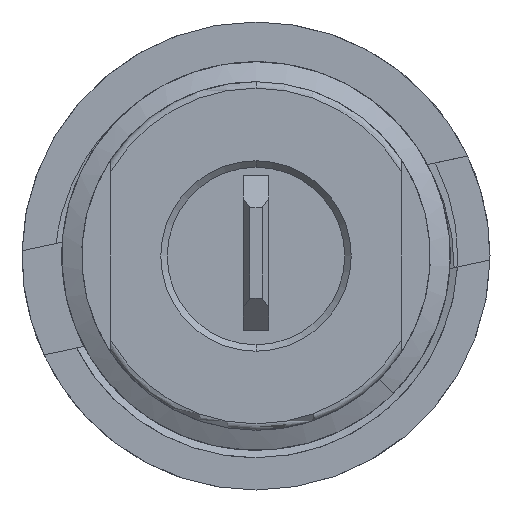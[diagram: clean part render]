
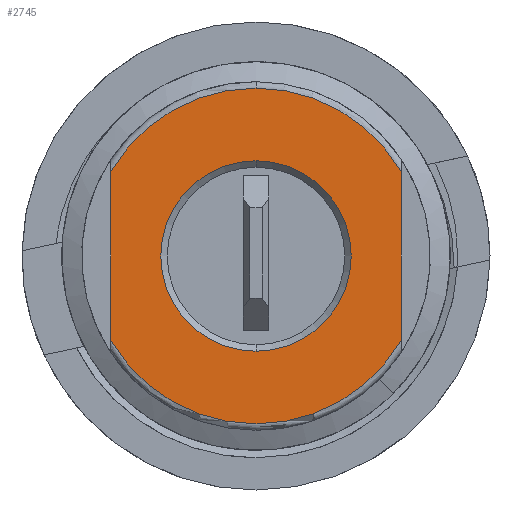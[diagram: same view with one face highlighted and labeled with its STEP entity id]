
A CAD part, front view. The second image highlights one B-rep face of the part: STEP entity #2745.
In plain terms, the highlighted planar face has unit normal (0, -1, 0).
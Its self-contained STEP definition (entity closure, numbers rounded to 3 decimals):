
#52 = CARTESIAN_POINT ( 'NONE',  ( 0., 0., -2.95 ) ) ;
#64 = CARTESIAN_POINT ( 'NONE',  ( 0., 0., 0. ) ) ;
#162 = CARTESIAN_POINT ( 'NONE',  ( 0., 0., 0. ) ) ;
#302 = LINE ( 'NONE', #9428, #9487 ) ;
#432 = CARTESIAN_POINT ( 'NONE',  ( 4.5, 0., -2.606 ) ) ;
#486 = CIRCLE ( 'NONE', #3201, 5.2 ) ;
#612 = CIRCLE ( 'NONE', #6249, 5.2 ) ;
#1085 = EDGE_CURVE ( 'NONE', #3112, #2438, #612, .T. ) ;
#1340 = DIRECTION ( 'NONE',  ( 0., 0., 1. ) ) ;
#1411 = CARTESIAN_POINT ( 'NONE',  ( 0., 0., 5.2 ) ) ;
#1439 = EDGE_CURVE ( 'NONE', #5576, #9161, #302, .T. ) ;
#1593 = CARTESIAN_POINT ( 'NONE',  ( -4.5, 0., 2.606 ) ) ;
#1870 = ORIENTED_EDGE ( 'NONE', *, *, #3776, .F. ) ;
#2330 = DIRECTION ( 'NONE',  ( 0., 0., 1. ) ) ;
#2409 = CARTESIAN_POINT ( 'NONE',  ( 0., 0., 0. ) ) ;
#2422 = AXIS2_PLACEMENT_3D ( 'NONE', #162, #2672, #7931 ) ;
#2438 = VERTEX_POINT ( 'NONE', #1411 ) ;
#2573 = DIRECTION ( 'NONE',  ( 0., 0., 1. ) ) ;
#2609 = VERTEX_POINT ( 'NONE', #52 ) ;
#2672 = DIRECTION ( 'NONE',  ( 0., -1., 0. ) ) ;
#2745 = ADVANCED_FACE ( 'NONE', ( #6832, #6978 ), #9246, .F. ) ;
#3011 = ORIENTED_EDGE ( 'NONE', *, *, #4344, .T. ) ;
#3077 = AXIS2_PLACEMENT_3D ( 'NONE', #7400, #9728, #1340 ) ;
#3112 = VERTEX_POINT ( 'NONE', #3494 ) ;
#3201 = AXIS2_PLACEMENT_3D ( 'NONE', #6884, #9963, #2330 ) ;
#3330 = CARTESIAN_POINT ( 'NONE',  ( 0., 0., 2.95 ) ) ;
#3431 = ORIENTED_EDGE ( 'NONE', *, *, #6328, .T. ) ;
#3494 = CARTESIAN_POINT ( 'NONE',  ( 4.5, 0., 2.606 ) ) ;
#3776 = EDGE_CURVE ( 'NONE', #3112, #6960, #9585, .T. ) ;
#3846 = DIRECTION ( 'NONE',  ( 0., 1., 0. ) ) ;
#3904 = ORIENTED_EDGE ( 'NONE', *, *, #8063, .T. ) ;
#4038 = CIRCLE ( 'NONE', #2422, 5.2 ) ;
#4179 = ORIENTED_EDGE ( 'NONE', *, *, #1439, .F. ) ;
#4344 = EDGE_CURVE ( 'NONE', #2438, #9161, #486, .T. ) ;
#4600 = DIRECTION ( 'NONE',  ( 0., 0., 1. ) ) ;
#4686 = CIRCLE ( 'NONE', #4846, 2.95 ) ;
#4819 = VECTOR ( 'NONE', #7312, 1000. ) ;
#4846 = AXIS2_PLACEMENT_3D ( 'NONE', #6468, #5610, #2573 ) ;
#5346 = CIRCLE ( 'NONE', #3077, 2.95 ) ;
#5576 = VERTEX_POINT ( 'NONE', #9281 ) ;
#5610 = DIRECTION ( 'NONE',  ( 0., 1., 0. ) ) ;
#5759 = EDGE_LOOP ( 'NONE', ( #3904, #3431 ) ) ;
#6172 = DIRECTION ( 'NONE',  ( 0., 0., 1. ) ) ;
#6205 = EDGE_CURVE ( 'NONE', #5576, #6960, #4038, .T. ) ;
#6249 = AXIS2_PLACEMENT_3D ( 'NONE', #2409, #7771, #4600 ) ;
#6328 = EDGE_CURVE ( 'NONE', #9938, #2609, #4686, .T. ) ;
#6468 = CARTESIAN_POINT ( 'NONE',  ( 0., 0., 0. ) ) ;
#6657 = CARTESIAN_POINT ( 'NONE',  ( 4.5, 0., 0. ) ) ;
#6832 = FACE_BOUND ( 'NONE', #5759, .T. ) ;
#6884 = CARTESIAN_POINT ( 'NONE',  ( 0., 0., 0. ) ) ;
#6960 = VERTEX_POINT ( 'NONE', #432 ) ;
#6978 = FACE_OUTER_BOUND ( 'NONE', #8691, .T. ) ;
#7312 = DIRECTION ( 'NONE',  ( 0., 0., -1. ) ) ;
#7400 = CARTESIAN_POINT ( 'NONE',  ( 0., 0., 0. ) ) ;
#7551 = AXIS2_PLACEMENT_3D ( 'NONE', #64, #3846, #6172 ) ;
#7771 = DIRECTION ( 'NONE',  ( 0., -1., 0. ) ) ;
#7931 = DIRECTION ( 'NONE',  ( 0., 0., 1. ) ) ;
#8063 = EDGE_CURVE ( 'NONE', #2609, #9938, #5346, .T. ) ;
#8691 = EDGE_LOOP ( 'NONE', ( #1870, #9289, #3011, #4179, #9803 ) ) ;
#8735 = DIRECTION ( 'NONE',  ( 0., 0., 1. ) ) ;
#9161 = VERTEX_POINT ( 'NONE', #1593 ) ;
#9246 = PLANE ( 'NONE',  #7551 ) ;
#9281 = CARTESIAN_POINT ( 'NONE',  ( -4.5, 0., -2.606 ) ) ;
#9289 = ORIENTED_EDGE ( 'NONE', *, *, #1085, .T. ) ;
#9428 = CARTESIAN_POINT ( 'NONE',  ( -4.5, 0., 0. ) ) ;
#9487 = VECTOR ( 'NONE', #8735, 1000. ) ;
#9585 = LINE ( 'NONE', #6657, #4819 ) ;
#9728 = DIRECTION ( 'NONE',  ( 0., 1., 0. ) ) ;
#9803 = ORIENTED_EDGE ( 'NONE', *, *, #6205, .T. ) ;
#9938 = VERTEX_POINT ( 'NONE', #3330 ) ;
#9963 = DIRECTION ( 'NONE',  ( 0., -1., 0. ) ) ;
